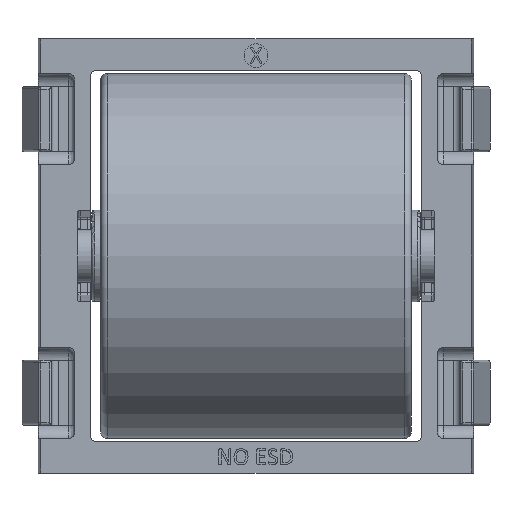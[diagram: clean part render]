
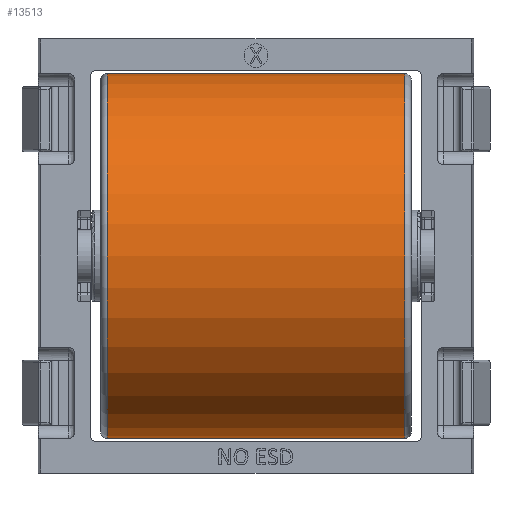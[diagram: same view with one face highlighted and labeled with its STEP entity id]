
A CAD part, front view. The second image highlights one B-rep face of the part: STEP entity #13513.
In plain terms, the highlighted cylindrical face has radius 14 mm (diameter 28 mm), a full revolution.
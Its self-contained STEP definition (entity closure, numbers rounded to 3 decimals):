
#2934=FACE_BOUND('',#4187,.T.);
#3357=FACE_OUTER_BOUND('',#4186,.T.);
#4186=EDGE_LOOP('',(#10167));
#4187=EDGE_LOOP('',(#10168));
#4918=CIRCLE('',#14596,14.);
#4921=CIRCLE('',#14600,14.);
#5850=VERTEX_POINT('',#24756);
#5853=VERTEX_POINT('',#24763);
#7353=EDGE_CURVE('',#5850,#5850,#4918,.T.);
#7356=EDGE_CURVE('',#5853,#5853,#4921,.T.);
#10167=ORIENTED_EDGE('',*,*,#7353,.T.);
#10168=ORIENTED_EDGE('',*,*,#7356,.T.);
#12206=CYLINDRICAL_SURFACE('',#14602,14.);
#13513=ADVANCED_FACE('',(#3357,#2934),#12206,.T.);
#14596=AXIS2_PLACEMENT_3D('',#24757,#17089,#17090);
#14600=AXIS2_PLACEMENT_3D('',#24764,#17097,#17098);
#14602=AXIS2_PLACEMENT_3D('',#24766,#17101,#17102);
#17089=DIRECTION('center_axis',(1.,0.,0.));
#17090=DIRECTION('ref_axis',(0.,0.,1.));
#17097=DIRECTION('center_axis',(-1.,0.,0.));
#17098=DIRECTION('ref_axis',(0.,0.,1.));
#17101=DIRECTION('center_axis',(1.,0.,0.));
#17102=DIRECTION('ref_axis',(0.,0.,-1.));
#24756=CARTESIAN_POINT('',(-11.4,-4.5,14.));
#24757=CARTESIAN_POINT('Origin',(-11.4,-4.5,0.));
#24763=CARTESIAN_POINT('',(11.4,-4.5,14.));
#24764=CARTESIAN_POINT('Origin',(11.4,-4.5,0.));
#24766=CARTESIAN_POINT('Origin',(-11.9,-4.5,0.));
